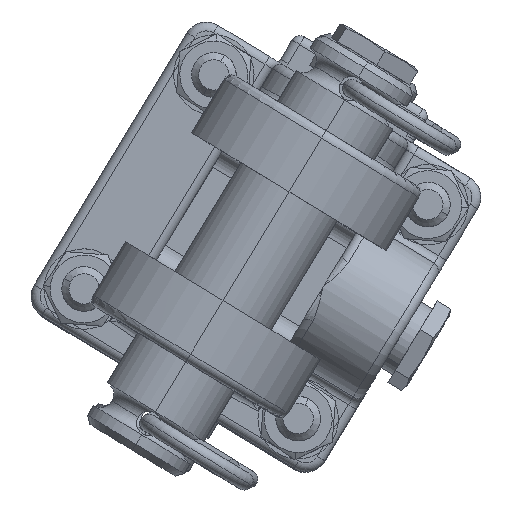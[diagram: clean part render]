
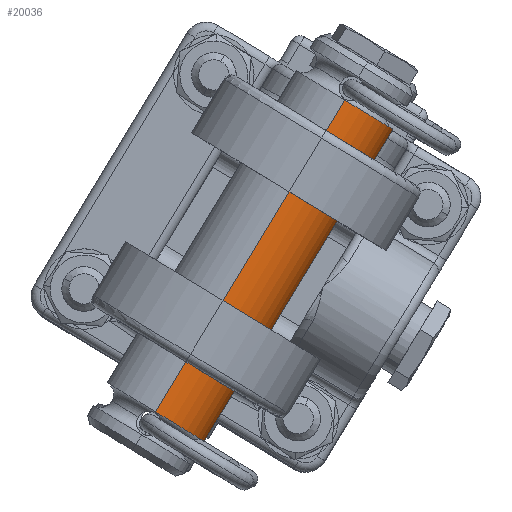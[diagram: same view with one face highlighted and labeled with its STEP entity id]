
A CAD part, top view. The second image highlights one B-rep face of the part: STEP entity #20036.
In plain terms, the highlighted cylindrical face has radius 12.65 mm (diameter 25.3 mm), a partial arc.
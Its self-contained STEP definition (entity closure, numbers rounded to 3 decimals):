
#1530 = DIRECTION ( 'NONE',  ( 1., 0., 0. ) ) ;
#2004 = DIRECTION ( 'NONE',  ( 1., 0., 0. ) ) ;
#2243 = VECTOR ( 'NONE', #2004, 1000. ) ;
#2874 = CARTESIAN_POINT ( 'NONE',  ( 10., -12.65, 0. ) ) ;
#2976 = CARTESIAN_POINT ( 'NONE',  ( 10., 12.65, 0. ) ) ;
#3520 = DIRECTION ( 'NONE',  ( 0., 1., 0. ) ) ;
#3821 = DIRECTION ( 'NONE',  ( 1., 0., 0. ) ) ;
#4147 = CIRCLE ( 'NONE', #10977, 12.65 ) ;
#6316 = FACE_OUTER_BOUND ( 'NONE', #8971, .T. ) ;
#6398 = ORIENTED_EDGE ( 'NONE', *, *, #15483, .F. ) ;
#6881 = VERTEX_POINT ( 'NONE', #7505 ) ;
#7016 = CARTESIAN_POINT ( 'NONE',  ( 91.6, 0., 0. ) ) ;
#7080 = LINE ( 'NONE', #19639, #2243 ) ;
#7505 = CARTESIAN_POINT ( 'NONE',  ( 10., 12.65, 0. ) ) ;
#7991 = CARTESIAN_POINT ( 'NONE',  ( 91.6, 12.65, 0. ) ) ;
#8181 = CARTESIAN_POINT ( 'NONE',  ( 10., 0., 0. ) ) ;
#8296 = CARTESIAN_POINT ( 'NONE',  ( 10., 0., 0. ) ) ;
#8971 = EDGE_LOOP ( 'NONE', ( #19199, #20336, #11048, #6398 ) ) ;
#9247 = EDGE_CURVE ( 'NONE', #11743, #16657, #7080, .T. ) ;
#9401 = CARTESIAN_POINT ( 'NONE',  ( 91.6, -12.65, 0. ) ) ;
#9940 = DIRECTION ( 'NONE',  ( 0., 1., 0. ) ) ;
#10720 = VERTEX_POINT ( 'NONE', #7991 ) ;
#10977 = AXIS2_PLACEMENT_3D ( 'NONE', #7016, #3821, #18601 ) ;
#11048 = ORIENTED_EDGE ( 'NONE', *, *, #13939, .F. ) ;
#11743 = VERTEX_POINT ( 'NONE', #2874 ) ;
#12628 = AXIS2_PLACEMENT_3D ( 'NONE', #8296, #14783, #3520 ) ;
#13166 = VECTOR ( 'NONE', #1530, 1000. ) ;
#13939 = EDGE_CURVE ( 'NONE', #10720, #16657, #4147, .T. ) ;
#14783 = DIRECTION ( 'NONE',  ( 1., 0., 0. ) ) ;
#15483 = EDGE_CURVE ( 'NONE', #6881, #10720, #19322, .T. ) ;
#16013 = EDGE_CURVE ( 'NONE', #6881, #11743, #16976, .T. ) ;
#16391 = DIRECTION ( 'NONE',  ( 1., 0., 0. ) ) ;
#16657 = VERTEX_POINT ( 'NONE', #9401 ) ;
#16976 = CIRCLE ( 'NONE', #12628, 12.65 ) ;
#18224 = AXIS2_PLACEMENT_3D ( 'NONE', #8181, #16391, #9940 ) ;
#18601 = DIRECTION ( 'NONE',  ( 0., 1., 0. ) ) ;
#18763 = CYLINDRICAL_SURFACE ( 'NONE', #18224, 12.65 ) ;
#19199 = ORIENTED_EDGE ( 'NONE', *, *, #16013, .T. ) ;
#19322 = LINE ( 'NONE', #2976, #13166 ) ;
#19639 = CARTESIAN_POINT ( 'NONE',  ( 10., -12.65, 0. ) ) ;
#20036 = ADVANCED_FACE ( 'NONE', ( #6316 ), #18763, .T. ) ;
#20336 = ORIENTED_EDGE ( 'NONE', *, *, #9247, .T. ) ;
